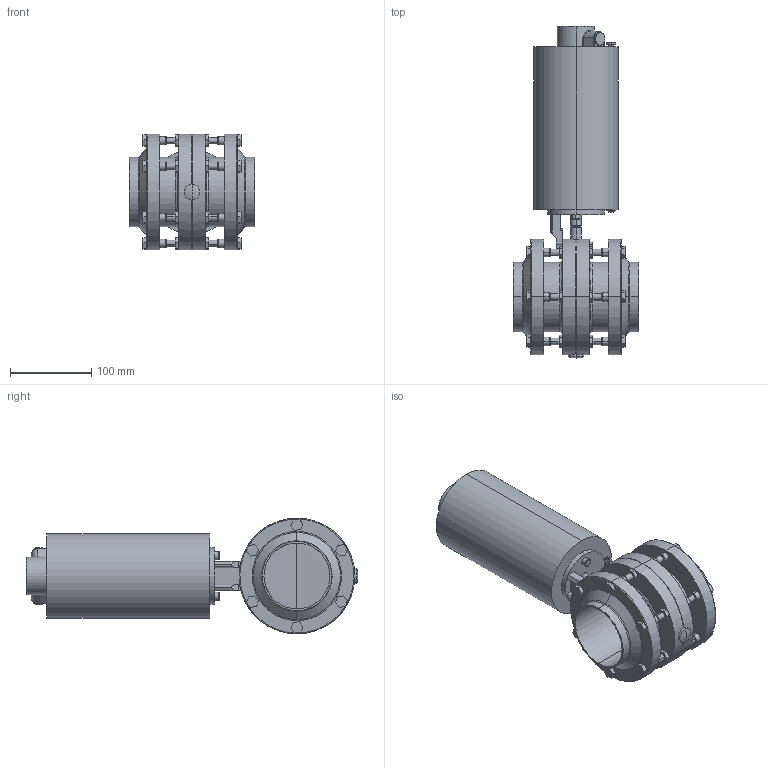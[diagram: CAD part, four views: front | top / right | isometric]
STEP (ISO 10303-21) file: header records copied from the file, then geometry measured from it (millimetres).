
FILE_DESCRIPTION (( 'STEP AP203' ), '1' );
FILE_NAME ('3D-M4510_DN80_174501175_174501200.STEP', '2024-09-20T08:21:47', ( '' ), ( '' ), 'SwSTEP 2.0', 'SolidWorks 2024', '' );
FILE_SCHEMA (( 'CONFIG_CONTROL_DESIGN' ));
Length unit declared in the file: millimetre
Products named in the file (1): 3D-M4510_DN80_174501175_174501200
Bounding box: 154 x 407.46 x 142 mm (x, y, z)
Volume: 2593318.4 mm3; surface area: 287279.2 mm2
Topology: 7 solids, 22 shells, 576 faces, 1333 edges, 845 vertices
Faces by surface type: plane 303, cylinder 176, torus 61, cone 26, sphere 6, bspline 4
Entity records: 17432 total; most frequent: CARTESIAN_POINT 3872, DIRECTION 2939, ORIENTED_EDGE 2666, EDGE_CURVE 1333, AXIS2_PLACEMENT_3D 1078, VERTEX_POINT 845, VECTOR 783, LINE 783
